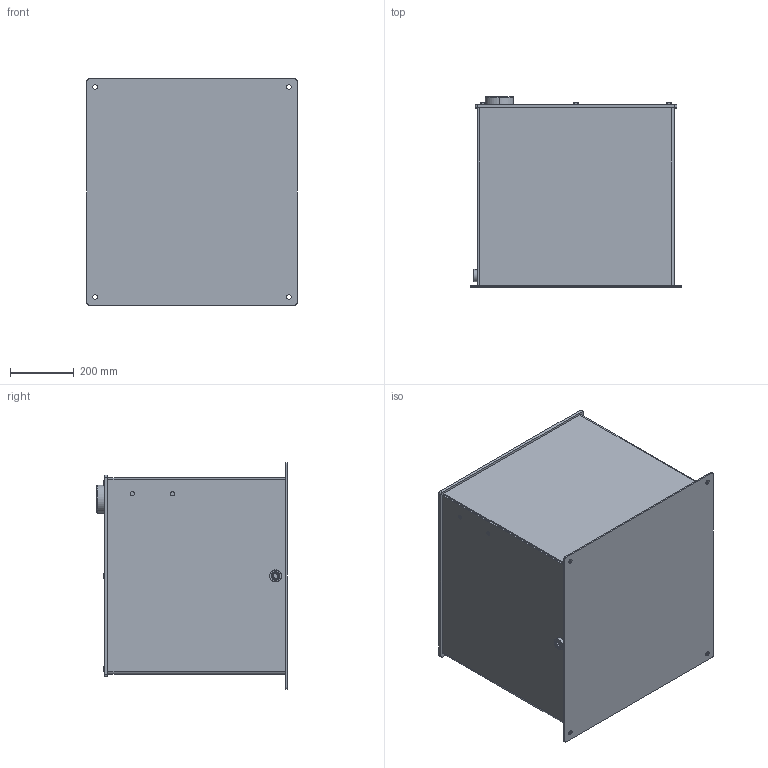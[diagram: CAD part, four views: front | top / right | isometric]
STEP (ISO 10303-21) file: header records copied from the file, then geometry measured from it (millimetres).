
FILE_DESCRIPTION (( 'STEP AP214' ), '1' );
FILE_NAME ('PQ20-10594.STEP', '2023-12-21T13:40:00', ( '' ), ( '' ), 'SwSTEP 2.0', 'SolidWorks 2023', '' );
FILE_SCHEMA (( 'AUTOMOTIVE_DESIGN' ));
Length unit declared in the file: inch
Products named in the file (18): SHPP750_SHPP750; MDLUG; BS-5_BS-5; PQ20-10594-1_PQ20-10594-1; 700101_700101; PQ20-10594-4_PQ20-10594-4; PWF704_PWF704; PQ20-10594-2_PQ20-10594-2; CORNER11_CORNER11; PQ20-10594; 700114_700114; PCVCLUG11GA__PCVCLUG11GA_SS; PQ20-10594-3_PQ20-10594-3; 52-HY-08_52-HY-08; MDLUG_MDLUG; 700102_700102; FBR100_FBR100; 700100_700100
Assembly tree (27 placements, depth 3):
  BS-5_BS-5
  700101_700101
  PQ20-10594
    PQ20-10594-1_PQ20-10594-1
    PQ20-10594-2_PQ20-10594-2
    PQ20-10594-3_PQ20-10594-3
    PQ20-10594-4_PQ20-10594-4
    CORNER11_CORNER11  x4
      PCVCLUG11GA__PCVCLUG11GA_SS
      700114_700114
    FBR100_FBR100
    PWF704_PWF704
    SHPP750_SHPP750
    700100_700100  x8
    MDLUG_MDLUG  x4
      MDLUG
      700114_700114
  52-HY-08_52-HY-08
  700102_700102
Bounding box: 660.4 x 598.28 x 711.2 mm (x, y, z)
Volume: 11670382.8 mm3; surface area: 4498441.9 mm2
Topology: 31 solids, 31 shells, 620 faces, 1463 edges, 916 vertices
Faces by surface type: plane 259, cylinder 186, cone 167, torus 8
Entity records: 7737 total; most frequent: CARTESIAN_POINT 1469, DIRECTION 1296, ORIENTED_EDGE 1106, EDGE_CURVE 553, AXIS2_PLACEMENT_3D 522, VERTEX_POINT 349, EDGE_LOOP 310, CIRCLE 260
